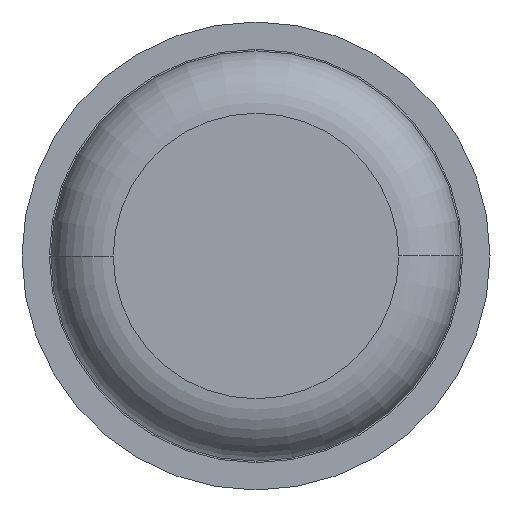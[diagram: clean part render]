
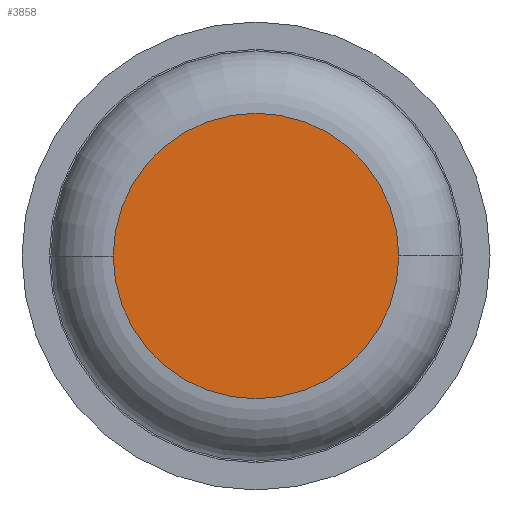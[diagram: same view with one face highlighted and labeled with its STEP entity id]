
A CAD part, front view. The second image highlights one B-rep face of the part: STEP entity #3858.
In plain terms, the highlighted planar face has unit normal (0, -1, 0).
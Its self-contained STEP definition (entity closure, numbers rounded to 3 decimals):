
#49 = AXIS2_PLACEMENT_3D ( 'NONE', #2199, #3892, #1516 ) ;
#367 = AXIS2_PLACEMENT_3D ( 'NONE', #3882, #2844, #3478 ) ;
#512 = AXIS2_PLACEMENT_3D ( 'NONE', #1415, #1429, #2416 ) ;
#718 = FACE_OUTER_BOUND ( 'NONE', #3447, .T. ) ;
#913 = CIRCLE ( 'NONE', #49, 0.915 ) ;
#993 = EDGE_CURVE ( 'Defeature ausgef�hrt1_6+Defeature ausgef�hrt1_7+Defeature ausgef�hrt1_7+Defeature ausgef�hrt1_7', #2818, #2083, #913, .T. ) ;
#1034 = ORIENTED_EDGE ( 'NONE', *, *, #993, .T. ) ;
#1077 = PLANE ( 'NONE',  #512 ) ;
#1351 = EDGE_CURVE ( 'Defeature ausgef�hrt1_6+Defeature ausgef�hrt1_7+Defeature ausgef�hrt1_7+Defeature ausgef�hrt1_7', #2083, #2818, #4472, .T. ) ;
#1415 = CARTESIAN_POINT ( 'NONE',  ( 0., 0., 0. ) ) ;
#1429 = DIRECTION ( 'NONE',  ( 0., 1., 0. ) ) ;
#1516 = DIRECTION ( 'NONE',  ( -1., 0., 0. ) ) ;
#2083 = VERTEX_POINT ( 'NONE', #4429 ) ;
#2199 = CARTESIAN_POINT ( 'NONE',  ( 0., 0., 0. ) ) ;
#2416 = DIRECTION ( 'NONE',  ( -1., 0., 0. ) ) ;
#2818 = VERTEX_POINT ( 'NONE', #3130 ) ;
#2844 = DIRECTION ( 'NONE',  ( 0., -1., 0. ) ) ;
#3130 = CARTESIAN_POINT ( 'NONE',  ( 0.915, 0., 0. ) ) ;
#3447 = EDGE_LOOP ( 'NONE', ( #4319, #1034 ) ) ;
#3478 = DIRECTION ( 'NONE',  ( -1., 0., 0. ) ) ;
#3858 = ADVANCED_FACE ( 'Defeature ausgef�hrt1_6', ( #718 ), #1077, .F. ) ;
#3882 = CARTESIAN_POINT ( 'NONE',  ( 0., 0., 0. ) ) ;
#3892 = DIRECTION ( 'NONE',  ( 0., -1., 0. ) ) ;
#4319 = ORIENTED_EDGE ( 'NONE', *, *, #1351, .T. ) ;
#4429 = CARTESIAN_POINT ( 'NONE',  ( -0.915, 0., 0. ) ) ;
#4472 = CIRCLE ( 'NONE', #367, 0.915 ) ;
